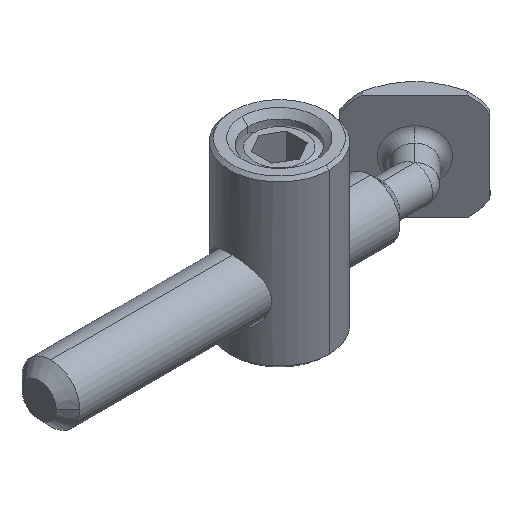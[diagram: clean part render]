
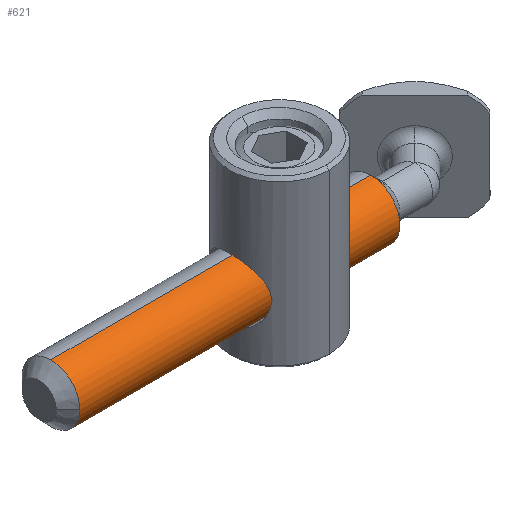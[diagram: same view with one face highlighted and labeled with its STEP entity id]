
A CAD part, isometric view. The second image highlights one B-rep face of the part: STEP entity #621.
In plain terms, the highlighted cylindrical face has radius 4.9 mm (diameter 9.8 mm), a partial arc.
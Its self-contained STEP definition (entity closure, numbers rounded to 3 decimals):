
#4 = CARTESIAN_POINT ( 'NONE',  ( -25.461, -1.672, 4.609 ) ) ;
#42 = VERTEX_POINT ( 'NONE', #2478 ) ;
#48 = CARTESIAN_POINT ( 'NONE',  ( -14.014, -0.317, 4.892 ) ) ;
#52 = DIRECTION ( 'NONE',  ( -1., 0., 0. ) ) ;
#56 = CARTESIAN_POINT ( 'NONE',  ( -14.85, -2.066, 4.446 ) ) ;
#70 = EDGE_LOOP ( 'NONE', ( #829, #1172, #2177, #2466, #852, #577, #1708, #1841 ) ) ;
#172 = CARTESIAN_POINT ( 'NONE',  ( -61.2, 0., 0. ) ) ;
#186 = CARTESIAN_POINT ( 'NONE',  ( -25.983, -0.35, 4.891 ) ) ;
#187 = LINE ( 'NONE', #2230, #1765 ) ;
#200 = CARTESIAN_POINT ( 'NONE',  ( -21.437, -3.865, 3.014 ) ) ;
#222 = VECTOR ( 'NONE', #392, 1000. ) ;
#232 = CARTESIAN_POINT ( 'NONE',  ( -19.366, -3.955, 2.893 ) ) ;
#240 = EDGE_CURVE ( 'NONE', #2534, #1994, #1205, .T. ) ;
#247 = CARTESIAN_POINT ( 'NONE',  ( -17.449, -3.613, 3.313 ) ) ;
#261 = CARTESIAN_POINT ( 'NONE',  ( -18.719, -3.889, 2.982 ) ) ;
#267 = DIRECTION ( 'NONE',  ( 0., 0., -1. ) ) ;
#309 = DIRECTION ( 'NONE',  ( 1., 0., 0. ) ) ;
#335 = DIRECTION ( 'NONE',  ( 0., 0., -1. ) ) ;
#360 = VERTEX_POINT ( 'NONE', #1026 ) ;
#361 = VECTOR ( 'NONE', #2158, 1000. ) ;
#392 = DIRECTION ( 'NONE',  ( -1., 0., 0. ) ) ;
#411 = DIRECTION ( 'NONE',  ( -1., 0., 0. ) ) ;
#415 = CIRCLE ( 'NONE', #814, 4.9 ) ;
#462 = CARTESIAN_POINT ( 'NONE',  ( -14.071, -0.638, 4.861 ) ) ;
#471 = CARTESIAN_POINT ( 'NONE',  ( -15.11, -2.329, 4.314 ) ) ;
#535 = AXIS2_PLACEMENT_3D ( 'NONE', #2246, #52, #267 ) ;
#571 = CARTESIAN_POINT ( 'NONE',  ( -7., 0., -4.9 ) ) ;
#577 = ORIENTED_EDGE ( 'NONE', *, *, #2255, .T. ) ;
#621 = ADVANCED_FACE ( 'NONE', ( #2548 ), #894, .T. ) ;
#628 = DIRECTION ( 'NONE',  ( -1., 0., 0. ) ) ;
#644 = CARTESIAN_POINT ( 'NONE',  ( -14.732, -1.928, 4.507 ) ) ;
#651 = CARTESIAN_POINT ( 'NONE',  ( -20., -3.971, 2.871 ) ) ;
#776 = CARTESIAN_POINT ( 'NONE',  ( -22.01, -3.755, 3.149 ) ) ;
#783 = CARTESIAN_POINT ( 'NONE',  ( -63.2, 0., 4.9 ) ) ;
#803 = CARTESIAN_POINT ( 'NONE',  ( -23.085, -3.427, 3.505 ) ) ;
#814 = AXIS2_PLACEMENT_3D ( 'NONE', #2386, #411, #1995 ) ;
#825 = CIRCLE ( 'NONE', #2483, 4.9 ) ;
#829 = ORIENTED_EDGE ( 'NONE', *, *, #1752, .T. ) ;
#852 = ORIENTED_EDGE ( 'NONE', *, *, #1168, .T. ) ;
#873 = CARTESIAN_POINT ( 'NONE',  ( -16.578, -3.288, 3.637 ) ) ;
#881 = EDGE_CURVE ( 'NONE', #2222, #42, #825, .T. ) ;
#894 = CYLINDRICAL_SURFACE ( 'NONE', #535, 4.9 ) ;
#967 = CARTESIAN_POINT ( 'NONE',  ( -14., 0., 4.9 ) ) ;
#968 = CARTESIAN_POINT ( 'NONE',  ( -24.995, -2.229, 4.367 ) ) ;
#1004 = CARTESIAN_POINT ( 'NONE',  ( -14., -0.156, 4.9 ) ) ;
#1026 = CARTESIAN_POINT ( 'NONE',  ( -61.2, 0., 4.9 ) ) ;
#1030 = CARTESIAN_POINT ( 'NONE',  ( -17.759, -3.7, 3.214 ) ) ;
#1041 = CARTESIAN_POINT ( 'NONE',  ( -14.115, -0.798, 4.837 ) ) ;
#1168 = EDGE_CURVE ( 'NONE', #1994, #360, #1608, .T. ) ;
#1172 = ORIENTED_EDGE ( 'NONE', *, *, #1870, .T. ) ;
#1205 = B_SPLINE_CURVE_WITH_KNOTS ( 'NONE', 3,
 ( #1344, #1954, #2096, #1373, #200, #776, #1358, #2576, #803, #1567, #1781, #2565, #1569, #968, #1352, #2349, #4, #2366, #1550, #1377, #1756, #186, #2150, #1976 ),
 .UNSPECIFIED., .F., .F.,
 ( 4, 2, 2, 2, 2, 2, 2, 2, 2, 2, 2, 4 ),
 ( 15.644, 16.475, 17.306, 18.137, 18.968, 20.179, 20.784, 21.389, 21.908, 22.427, 22.945, 23.464 ),
 .UNSPECIFIED. ) ;
#1213 = EDGE_CURVE ( 'NONE', #2083, #42, #2402, .T. ) ;
#1238 = CARTESIAN_POINT ( 'NONE',  ( -14.296, -1.256, 4.739 ) ) ;
#1265 = VERTEX_POINT ( 'NONE', #1566 ) ;
#1289 = CARTESIAN_POINT ( 'NONE',  ( -61.2, 0., 0. ) ) ;
#1344 = CARTESIAN_POINT ( 'NONE',  ( -20., -3.971, 2.871 ) ) ;
#1352 = CARTESIAN_POINT ( 'NONE',  ( -25.132, -2.085, 4.437 ) ) ;
#1357 = CARTESIAN_POINT ( 'NONE',  ( -63.2, 0., -4.9 ) ) ;
#1358 = CARTESIAN_POINT ( 'NONE',  ( -22.291, -3.686, 3.231 ) ) ;
#1373 = CARTESIAN_POINT ( 'NONE',  ( -21.145, -3.905, 2.96 ) ) ;
#1377 = CARTESIAN_POINT ( 'NONE',  ( -25.861, -0.877, 4.824 ) ) ;
#1407 = CARTESIAN_POINT ( 'NONE',  ( -19.689, -3.971, 2.871 ) ) ;
#1432 = CARTESIAN_POINT ( 'NONE',  ( -20., -3.971, 2.871 ) ) ;
#1443 = CARTESIAN_POINT ( 'NONE',  ( -18.394, -3.838, 3.048 ) ) ;
#1550 = CARTESIAN_POINT ( 'NONE',  ( -25.727, -1.211, 4.751 ) ) ;
#1566 = CARTESIAN_POINT ( 'NONE',  ( -7., 0., 4.9 ) ) ;
#1567 = CARTESIAN_POINT ( 'NONE',  ( -23.671, -3.173, 3.74 ) ) ;
#1569 = CARTESIAN_POINT ( 'NONE',  ( -24.698, -2.499, 4.218 ) ) ;
#1577 = CARTESIAN_POINT ( 'NONE',  ( -14., 0., 4.9 ) ) ;
#1608 = LINE ( 'NONE', #783, #361 ) ;
#1613 = CARTESIAN_POINT ( 'NONE',  ( -16.859, -3.407, 3.525 ) ) ;
#1689 = DIRECTION ( 'NONE',  ( 0., 0., -1. ) ) ;
#1708 = ORIENTED_EDGE ( 'NONE', *, *, #881, .T. ) ;
#1752 = EDGE_CURVE ( 'NONE', #2083, #1265, #415, .T. ) ;
#1756 = CARTESIAN_POINT ( 'NONE',  ( -25.914, -0.702, 4.853 ) ) ;
#1765 = VECTOR ( 'NONE', #628, 1000. ) ;
#1781 = CARTESIAN_POINT ( 'NONE',  ( -24.035, -2.979, 3.901 ) ) ;
#1794 = EDGE_CURVE ( 'NONE', #2249, #2534, #2489, .T. ) ;
#1810 = CARTESIAN_POINT ( 'NONE',  ( -16.012, -3., 3.88 ) ) ;
#1841 = ORIENTED_EDGE ( 'NONE', *, *, #1213, .F. ) ;
#1847 = CARTESIAN_POINT ( 'NONE',  ( -15.25, -2.454, 4.244 ) ) ;
#1870 = EDGE_CURVE ( 'NONE', #1265, #2249, #187, .T. ) ;
#1954 = CARTESIAN_POINT ( 'NONE',  ( -20.277, -3.971, 2.871 ) ) ;
#1958 = CIRCLE ( 'NONE', #2407, 4.9 ) ;
#1976 = CARTESIAN_POINT ( 'NONE',  ( -26., 0., 4.9 ) ) ;
#1994 = VERTEX_POINT ( 'NONE', #2090 ) ;
#1995 = DIRECTION ( 'NONE',  ( 0., 0., -1. ) ) ;
#2011 = CARTESIAN_POINT ( 'NONE',  ( -14.451, -1.536, 4.655 ) ) ;
#2083 = VERTEX_POINT ( 'NONE', #571 ) ;
#2090 = CARTESIAN_POINT ( 'NONE',  ( -26., 0., 4.9 ) ) ;
#2096 = CARTESIAN_POINT ( 'NONE',  ( -20.565, -3.959, 2.888 ) ) ;
#2122 = DIRECTION ( 'NONE',  ( 1., 0., 0. ) ) ;
#2150 = CARTESIAN_POINT ( 'NONE',  ( -26., -0.173, 4.9 ) ) ;
#2158 = DIRECTION ( 'NONE',  ( -1., 0., 0. ) ) ;
#2162 = CARTESIAN_POINT ( 'NONE',  ( -61.2, -4.9, 0. ) ) ;
#2177 = ORIENTED_EDGE ( 'NONE', *, *, #1794, .T. ) ;
#2218 = CARTESIAN_POINT ( 'NONE',  ( -15.691, -2.803, 4.029 ) ) ;
#2222 = VERTEX_POINT ( 'NONE', #2162 ) ;
#2230 = CARTESIAN_POINT ( 'NONE',  ( -63.2, 0., 4.9 ) ) ;
#2239 = CARTESIAN_POINT ( 'NONE',  ( -14.537, -1.667, 4.61 ) ) ;
#2246 = CARTESIAN_POINT ( 'NONE',  ( -63.2, 0., 0. ) ) ;
#2249 = VERTEX_POINT ( 'NONE', #967 ) ;
#2255 = EDGE_CURVE ( 'NONE', #360, #2222, #1958, .T. ) ;
#2349 = CARTESIAN_POINT ( 'NONE',  ( -25.359, -1.811, 4.555 ) ) ;
#2366 = CARTESIAN_POINT ( 'NONE',  ( -25.645, -1.372, 4.707 ) ) ;
#2386 = CARTESIAN_POINT ( 'NONE',  ( -7., 0., 0. ) ) ;
#2402 = LINE ( 'NONE', #1357, #222 ) ;
#2407 = AXIS2_PLACEMENT_3D ( 'NONE', #172, #2122, #335 ) ;
#2428 = CARTESIAN_POINT ( 'NONE',  ( -14.227, -1.107, 4.776 ) ) ;
#2466 = ORIENTED_EDGE ( 'NONE', *, *, #240, .T. ) ;
#2478 = CARTESIAN_POINT ( 'NONE',  ( -61.2, 0., -4.9 ) ) ;
#2483 = AXIS2_PLACEMENT_3D ( 'NONE', #1289, #309, #1689 ) ;
#2489 = B_SPLINE_CURVE_WITH_KNOTS ( 'NONE', 3,
 ( #1577, #1004, #48, #462, #1041, #2428, #1238, #2011, #2239, #644, #56, #471, #1847, #2218, #1810, #873, #1613, #247, #1030, #1443, #261, #232, #1407, #651 ),
 .UNSPECIFIED., .F., .F.,
 ( 4, 2, 2, 2, 2, 2, 2, 2, 2, 2, 2, 4 ),
 ( 7.822, 8.291, 8.76, 9.228, 9.697, 10.251, 10.804, 11.911, 12.844, 13.778, 14.711, 15.644 ),
 .UNSPECIFIED. ) ;
#2534 = VERTEX_POINT ( 'NONE', #1432 ) ;
#2548 = FACE_OUTER_BOUND ( 'NONE', #70, .T. ) ;
#2565 = CARTESIAN_POINT ( 'NONE',  ( -24.537, -2.626, 4.139 ) ) ;
#2576 = CARTESIAN_POINT ( 'NONE',  ( -22.829, -3.522, 3.409 ) ) ;
